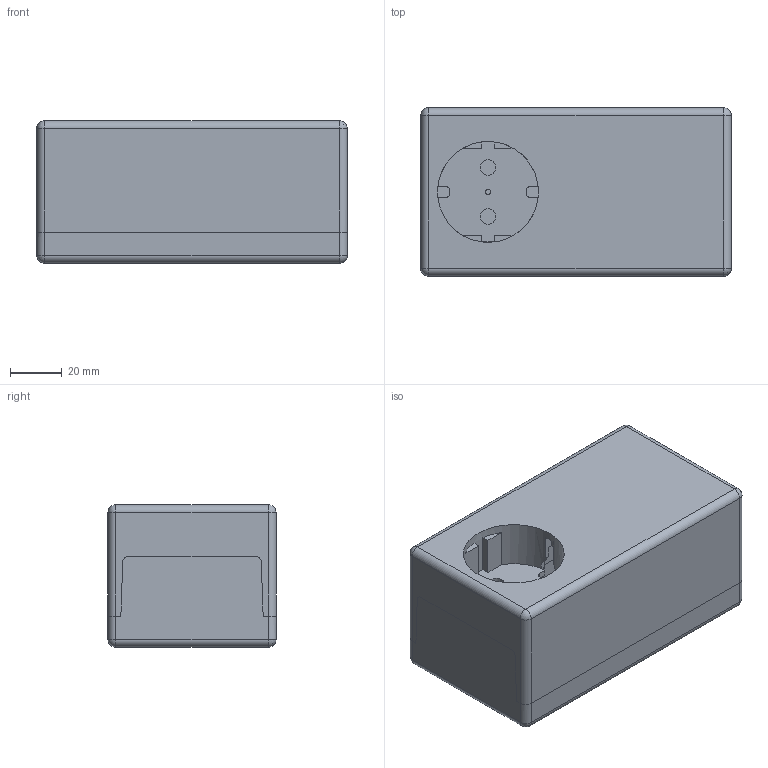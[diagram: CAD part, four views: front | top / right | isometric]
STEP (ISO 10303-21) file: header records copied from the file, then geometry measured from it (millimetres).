
FILE_DESCRIPTION((''),'2;1');
FILE_NAME('0501101500-MBPO_126555 DO CEE.stp','2016-01-25T13:49:52',('robin.rentz'),(''),'Autodesk Inventor 2012','Autodesk Inventor 2012','');
FILE_SCHEMA(('AUTOMOTIVE_DESIGN { 1 2 10303 214 0 1 1 1 }'));
Length unit declared in the file: millimetre
Products named in the file (3): 0501101500-MBPO_126555 DO CEE; 0501100502-UT_126540-65; 0601102301-OT_126565 DO
Assembly tree (2 placements, depth 2):
  0501101500-MBPO_126555 DO CEE
    0501100502-UT_126540-65
    0601102301-OT_126565 DO
Bounding box: 120 x 65 x 55 mm (x, y, z)
Volume: 107194.4 mm3; surface area: 82833.6 mm2
Topology: 2 solids, 2 shells, 376 faces, 919 edges, 574 vertices
Faces by surface type: plane 239, cylinder 91, cone 32, sphere 8, torus 6
Full cylindrical faces by diameter (mm): 2 x1, 2.5 x4, 4.2 x5, 4.5 x4, 6 x6, 7 x4, 8 x4, 8.8 x4, 39 x1
Entity records: 10917 total; most frequent: CARTESIAN_POINT 1975, DIRECTION 1872, ORIENTED_EDGE 1758, EDGE_CURVE 879, AXIS2_PLACEMENT_3D 632, VECTOR 608, LINE 608, VERTEX_POINT 569
